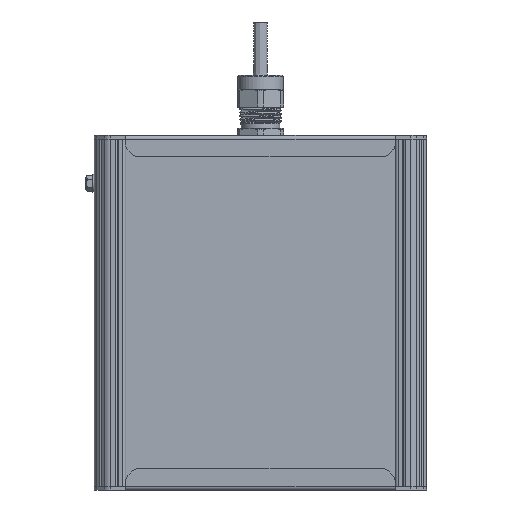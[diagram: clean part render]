
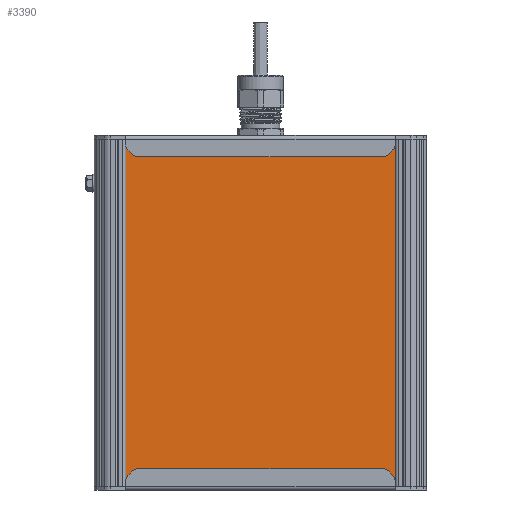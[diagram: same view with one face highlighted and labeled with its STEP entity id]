
A CAD part, front view. The second image highlights one B-rep face of the part: STEP entity #3390.
In plain terms, the highlighted face is planar.
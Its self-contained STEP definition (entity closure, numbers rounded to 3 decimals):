
#3390=ADVANCED_FACE('',(#9956),#9958,.T.);
#9956=FACE_BOUND('',#9957,.T.);
#9957=EDGE_LOOP('',(#40873,#40874,#40875,#40876));
#9958=PLANE('',#9959);
#9959=AXIS2_PLACEMENT_3D('',#9960,#9961,#9962);
#9960=CARTESIAN_POINT('',(2111.497,401.002,-34.582));
#9961=DIRECTION('',(0.,0.,-1.));
#9962=DIRECTION('',(0.,1.,0.));
#40873=ORIENTED_EDGE('',*,*,#46729,.T.);
#40874=ORIENTED_EDGE('',*,*,#46730,.F.);
#40875=ORIENTED_EDGE('',*,*,#46731,.F.);
#40876=ORIENTED_EDGE('',*,*,#46732,.T.);
#46729=EDGE_CURVE('',#51094,#51095,#51096,.T.);
#46730=EDGE_CURVE('',#51097,#51095,#51098,.T.);
#46731=EDGE_CURVE('',#51099,#51097,#51100,.T.);
#46732=EDGE_CURVE('',#51099,#51094,#51101,.T.);
#51094=VERTEX_POINT('',#60268);
#51095=VERTEX_POINT('',#60269);
#51096=LINE('',#60270,#60271);
#51097=VERTEX_POINT('',#60273);
#51098=LINE('',#60274,#60275);
#51099=VERTEX_POINT('',#60277);
#51100=LINE('',#60278,#60279);
#51101=LINE('',#60281,#60282);
#60268=CARTESIAN_POINT('',(2307.497,565.13,-34.582));
#60269=CARTESIAN_POINT('',(2307.497,401.002,-34.582));
#60270=CARTESIAN_POINT('',(2307.497,565.13,-34.582));
#60271=VECTOR('',#60272,1.);
#60272=DIRECTION('',(0.,-1.,0.));
#60273=CARTESIAN_POINT('',(2111.497,401.002,-34.582));
#60274=CARTESIAN_POINT('',(2111.497,401.002,-34.582));
#60275=VECTOR('',#60276,1.);
#60276=DIRECTION('',(1.,0.,0.));
#60277=CARTESIAN_POINT('',(2111.497,565.13,-34.582));
#60278=CARTESIAN_POINT('',(2111.497,565.13,-34.582));
#60279=VECTOR('',#60280,1.);
#60280=DIRECTION('',(0.,-1.,0.));
#60281=CARTESIAN_POINT('',(2111.497,565.13,-34.582));
#60282=VECTOR('',#60283,1.);
#60283=DIRECTION('',(1.,0.,0.));
